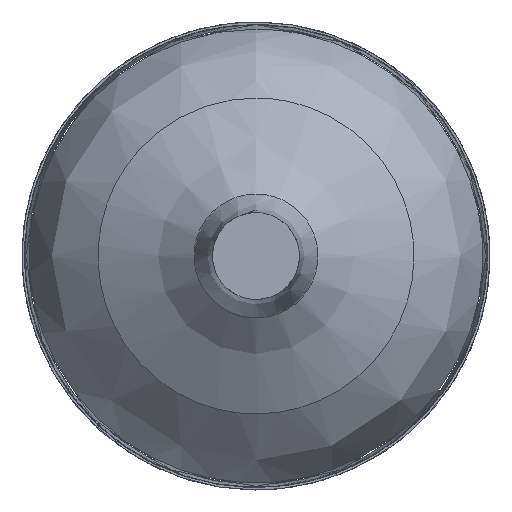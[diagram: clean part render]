
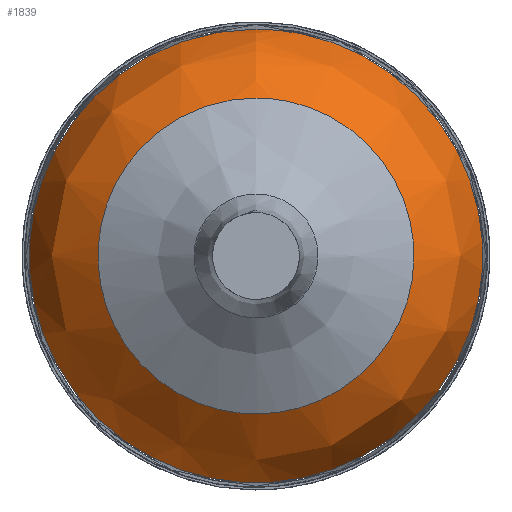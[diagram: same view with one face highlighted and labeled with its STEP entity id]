
A CAD part, front view. The second image highlights one B-rep face of the part: STEP entity #1839.
In plain terms, the highlighted free-form (B-spline) face has degree [2, 2] with [3, 9] control points.
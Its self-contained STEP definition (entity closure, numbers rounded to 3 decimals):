
#1762=CARTESIAN_POINT('',(0.,-3.041,1.567));
#1763=VERTEX_POINT('',#1762);
#1770=CARTESIAN_POINT('',(0.,-3.041,1.567));
#1771=CARTESIAN_POINT('',(-1.567,-3.041,1.567));
#1772=CARTESIAN_POINT('',(-1.567,-3.041,0.));
#1773=CARTESIAN_POINT('',(-1.567,-3.041,-1.567));
#1774=CARTESIAN_POINT('',(0.,-3.041,-1.567));
#1775=CARTESIAN_POINT('',(1.567,-3.041,-1.567));
#1776=CARTESIAN_POINT('',(1.567,-3.041,0.));
#1777=CARTESIAN_POINT('',(1.567,-3.041,1.567));
#1778=CARTESIAN_POINT('',(0.,-3.041,1.567));
#1779=(BOUNDED_CURVE()B_SPLINE_CURVE(2,(#1770,#1771,#1772,#1773,#1774,#1775,#1776,#1777,#1778),.CIRCULAR_ARC.,.T.,.U.)B_SPLINE_CURVE_WITH_KNOTS((3,2,2,2,3),(0.,0.25,0.5,0.75,1.),.UNSPECIFIED.)CURVE()GEOMETRIC_REPRESENTATION_ITEM()RATIONAL_B_SPLINE_CURVE((1.,0.707,1.,0.707,1.,0.707,1.,0.707,1.))REPRESENTATION_ITEM(''));
#1780=EDGE_CURVE('',#1763,#1763,#1779,.T.);
#1787=CARTESIAN_POINT('',(0.,-3.041,1.567));
#1788=CARTESIAN_POINT('',(-1.567,-3.041,1.567));
#1789=CARTESIAN_POINT('',(-1.567,-3.041,0.));
#1790=CARTESIAN_POINT('',(-1.567,-3.041,-1.567));
#1791=CARTESIAN_POINT('',(0.,-3.041,-1.567));
#1792=CARTESIAN_POINT('',(1.567,-3.041,-1.567));
#1793=CARTESIAN_POINT('',(1.567,-3.041,0.));
#1794=CARTESIAN_POINT('',(1.567,-3.041,1.567));
#1795=CARTESIAN_POINT('',(0.,-3.041,1.567));
#1796=CARTESIAN_POINT('',(0.,-3.488,1.506));
#1797=CARTESIAN_POINT('',(-1.506,-3.488,1.506));
#1798=CARTESIAN_POINT('',(-1.506,-3.488,0.));
#1799=CARTESIAN_POINT('',(-1.506,-3.488,-1.506));
#1800=CARTESIAN_POINT('',(0.,-3.488,-1.506));
#1801=CARTESIAN_POINT('',(1.506,-3.488,-1.506));
#1802=CARTESIAN_POINT('',(1.506,-3.488,0.));
#1803=CARTESIAN_POINT('',(1.506,-3.488,1.506));
#1804=CARTESIAN_POINT('',(0.,-3.488,1.506));
#1805=CARTESIAN_POINT('',(0.,-3.666,1.091));
#1806=CARTESIAN_POINT('',(-1.091,-3.666,1.091));
#1807=CARTESIAN_POINT('',(-1.091,-3.666,0.));
#1808=CARTESIAN_POINT('',(-1.091,-3.666,-1.091));
#1809=CARTESIAN_POINT('',(0.,-3.666,-1.091));
#1810=CARTESIAN_POINT('',(1.091,-3.666,-1.091));
#1811=CARTESIAN_POINT('',(1.091,-3.666,0.));
#1812=CARTESIAN_POINT('',(1.091,-3.666,1.091));
#1813=CARTESIAN_POINT('',(0.,-3.666,1.091));
#1814=(BOUNDED_SURFACE()B_SPLINE_SURFACE(2,2,((#1787,#1788,#1789,#1790,#1791,#1792,#1793,#1794,#1795),(#1796,#1797,#1798,#1799,#1800,#1801,#1802,#1803,#1804),(#1805,#1806,#1807,#1808,#1809,#1810,#1811,#1812,#1813)),.UNSPECIFIED.,.F.,.T.,.U.)B_SPLINE_SURFACE_WITH_KNOTS((3,3),(3,2,2,2,3),(0.,1.),(0.,0.25,0.5,0.75,1.),.UNSPECIFIED.)GEOMETRIC_REPRESENTATION_ITEM()RATIONAL_B_SPLINE_SURFACE(((1.,0.707,1.,0.707,1.,0.707,1.,0.707,1.),(0.871,0.616,0.871,0.616,0.871,0.616,0.871,0.616,0.871),(1.,0.707,1.,0.707,1.,0.707,1.,0.707,1.)))REPRESENTATION_ITEM('')SURFACE());
#1815=CARTESIAN_POINT('',(0.,-3.666,1.091));
#1816=VERTEX_POINT('',#1815);
#1817=CARTESIAN_POINT('',(0.,-3.041,1.567));
#1818=CARTESIAN_POINT('',(0.,-3.488,1.506));
#1819=CARTESIAN_POINT('',(0.,-3.666,1.091));
#1820=(BOUNDED_CURVE()B_SPLINE_CURVE(2,(#1817,#1818,#1819),.CIRCULAR_ARC.,.F.,.U.)B_SPLINE_CURVE_WITH_KNOTS((3,3),(0.,1.),.UNSPECIFIED.)CURVE()GEOMETRIC_REPRESENTATION_ITEM()RATIONAL_B_SPLINE_CURVE((1.,0.871,1.))REPRESENTATION_ITEM(''));
#1821=EDGE_CURVE('',#1763,#1816,#1820,.T.);
#1822=ORIENTED_EDGE('',*,*,#1821,.T.);
#1823=CARTESIAN_POINT('',(0.,-3.666,1.091));
#1824=CARTESIAN_POINT('',(-1.091,-3.666,1.091));
#1825=CARTESIAN_POINT('',(-1.091,-3.666,0.));
#1826=CARTESIAN_POINT('',(-1.091,-3.666,-1.091));
#1827=CARTESIAN_POINT('',(0.,-3.666,-1.091));
#1828=CARTESIAN_POINT('',(1.091,-3.666,-1.091));
#1829=CARTESIAN_POINT('',(1.091,-3.666,0.));
#1830=CARTESIAN_POINT('',(1.091,-3.666,1.091));
#1831=CARTESIAN_POINT('',(0.,-3.666,1.091));
#1832=(BOUNDED_CURVE()B_SPLINE_CURVE(2,(#1823,#1824,#1825,#1826,#1827,#1828,#1829,#1830,#1831),.CIRCULAR_ARC.,.T.,.U.)B_SPLINE_CURVE_WITH_KNOTS((3,2,2,2,3),(0.,0.25,0.5,0.75,1.),.UNSPECIFIED.)CURVE()GEOMETRIC_REPRESENTATION_ITEM()RATIONAL_B_SPLINE_CURVE((1.,0.707,1.,0.707,1.,0.707,1.,0.707,1.))REPRESENTATION_ITEM(''));
#1833=EDGE_CURVE('',#1816,#1816,#1832,.T.);
#1834=ORIENTED_EDGE('',*,*,#1833,.T.);
#1835=ORIENTED_EDGE('',*,*,#1821,.F.);
#1836=ORIENTED_EDGE('',*,*,#1780,.F.);
#1837=EDGE_LOOP('',(#1822,#1834,#1835,#1836));
#1838=FACE_OUTER_BOUND('',#1837,.F.);
#1839=ADVANCED_FACE('',(#1838),#1814,.F.);
